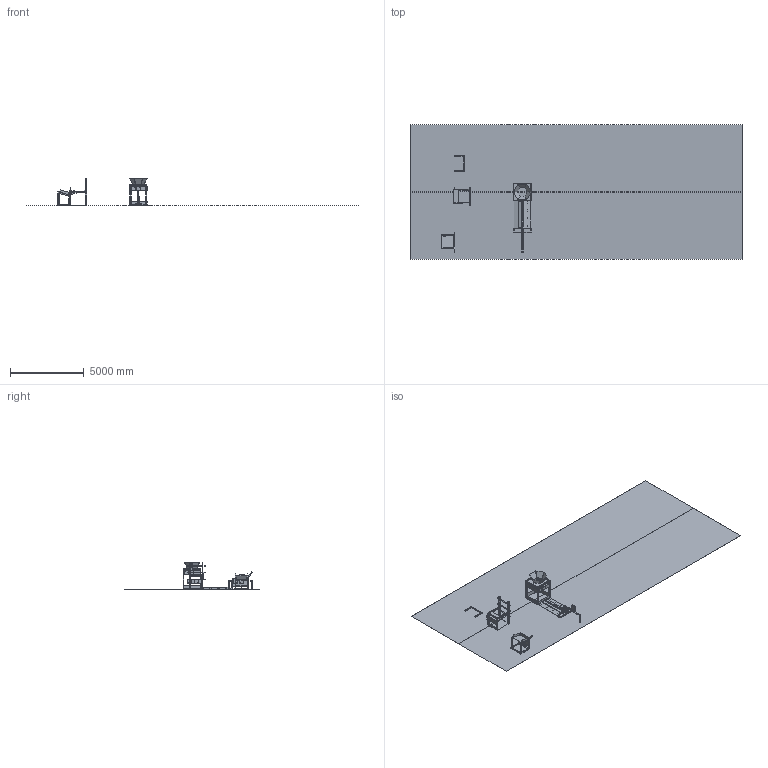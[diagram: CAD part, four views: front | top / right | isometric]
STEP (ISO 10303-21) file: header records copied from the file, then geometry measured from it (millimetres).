
FILE_DESCRIPTION(/* description */ ('STEP AP242 Edition 2','CAx-IF Rec.Pracs.---Representation and Presentation of Product Manufacturing Information (PMI)---4.0---2014-10-13','CAx-IF Rec.Pracs.---3D Tessellated Geometry---0.4---2014-09-14','2;1','CAx-IF Rec.Pracs.---User Defined Attributes---1.5---2016-08-15'),/* implementation_level */ '2;1');
FILE_NAME(/* name */ '6966ab7f0573055b4697b269',/* time_stamp */ '2026-01-13T20:30:56Z',/* author */ (''),/* organization */ (''),/* preprocessor_version */ 'ST-DEVELOPER v20',/* originating_system */ 'ONSHAPE BY PTC INC, 1.209',/* authorisation */ ' ');
FILE_SCHEMA (('AP242_MANAGED_MODEL_BASED_3D_ENGINEERING_MIM_LF { 1 0 10303 442 3 1 4 }'));
Length unit declared in the file: metre
Products named in the file (92): Team Test Elements; FE-2026-01: Playing Field Carpet; TE-26600: TE Depot <1>; TE-26602: Depot Side Short Vertical; TE-26601: Depot Front Horizontal; TE-26603: Depot Side Long Vertical; TE-26200: TE Trench <1>; TE-26204: Trench Height Beam; TE-26205: Trench Arm Beam; FE-00083-ID1: AprilTag, ID 1 <1>; FE-00083-ID1-Vinyl: AprilTag Vinyl; FE-00082: AprilTag Base Poly; FE-00083-ID12: AprilTag, ID 12 <1>; FE-00083-ID12-Vinyl: AprilTag Vinyl; TE-26206: Trench April Tag Mount Beam; TE-26207: Trench April Tag Panel; TE-26201: Trench Base <1>; TE-26203: Trench Base Width Beam; TE-26202: Trench Base Depth Beam; TE-26500: TE Tower <1>; Hex bolt 1/4-20 x 4; TE-26510: Tower April Tag Plate; TE-26507: Tower Top Support Plate; TE-26509: Tower Rung; Hex lock nut with nylon insert 1/4-20; TE-26505: Tower Horizontal Support Beam; TE-26508: Tower Upright Support Plate; TE-26504: Tower Vertical Support Beam; TE-26501: Tower Bottom Base Plate; TE-26503: Tower Upright Support Beam; FE-00083-ID16: AprilTag, ID 16 <1>; FE-00083-ID16-Vinyl: AprilTag Vinyl; TE-26506: Tower Angle Support Beam; TE-26502: Tower Upright Beam; FE-00083-ID15: AprilTag, ID 15 <1>; FE-00083-ID15-Vinyl: AprilTag Vinyl; TE-26100: TE Bump <1>; TE-26106: Bump Cross Beam; TE-26101: Bump Structure <3>; TE-26105: Bump Support Beam ...
Assembly tree (192 placements, depth 4):
  Team Test Elements
    FE-2026-01: Playing Field Carpet  x2
    TE-26600: TE Depot <1>
      TE-26602: Depot Side Short Vertical  x2
      TE-26601: Depot Front Horizontal  x2
      TE-26603: Depot Side Long Vertical  x2
    TE-26200: TE Trench <1>
      TE-26204: Trench Height Beam  x3
      TE-26205: Trench Arm Beam
      FE-00083-ID1: AprilTag, ID 1 <1>
        FE-00083-ID1-Vinyl: AprilTag Vinyl  x2
        FE-00082: AprilTag Base Poly
      FE-00083-ID12: AprilTag, ID 12 <1>
        FE-00083-ID12-Vinyl: AprilTag Vinyl  x2
        FE-00082: AprilTag Base Poly
      TE-26206: Trench April Tag Mount Beam
      TE-26207: Trench April Tag Panel  x2
      TE-26201: Trench Base <1>
        TE-26203: Trench Base Width Beam  x2
        TE-26202: Trench Base Depth Beam  x2
    TE-26500: TE Tower <1>
      Hex bolt 1/4-20 x 4  x6
      TE-26510: Tower April Tag Plate
      TE-26507: Tower Top Support Plate
      TE-26509: Tower Rung  x3
      Hex lock nut with nylon insert 1/4-20  x6
      TE-26505: Tower Horizontal Support Beam  x2
      TE-26508: Tower Upright Support Plate  x4
      TE-26504: Tower Vertical Support Beam  x2
      TE-26501: Tower Bottom Base Plate
      TE-26503: Tower Upright Support Beam  x2
      FE-00083-ID16: AprilTag, ID 16 <1>
        FE-00083-ID16-Vinyl: AprilTag Vinyl  x2
        FE-00082: AprilTag Base Poly
      TE-26506: Tower Angle Support Beam  x2
      TE-26502: Tower Upright Beam  x2
      FE-00083-ID15: AprilTag, ID 15 <1>
        FE-00083-ID15-Vinyl: AprilTag Vinyl  x2
        FE-00082: AprilTag Base Poly
    TE-26100: TE Bump <1>
      TE-26106: Bump Cross Beam  x2
      TE-26101: Bump Structure <3>
        TE-26105: Bump Support Beam  x4
        TE-26103: Bump Horizontal Beam  x2
        TE-26102: Bump Floor
        TE-26104: Bump Vertical Beam  x2
      TE-26101: Bump Structure <1>
        TE-26103: Bump Horizontal Beam  x2
        TE-26104: Bump Vertical Beam  x2
        TE-26105: Bump Support Beam  x4
        TE-26102: Bump Floor
    TE-26300: TE Hub <1>
      TE-26301: Hub Main Vertical Beam  x4
      TE-26305: Hub Bottom Support Plate  x4
      TE-26306: Hub April Tag Plate  x4
      TE-26303: Hub Main Horizontal Beam  x2
      FE-00083-ID8: AprilTag, ID 8 <1>
        FE-00082: AprilTag Base Poly
        FE-00083-ID8-Vinyl: AprilTag Vinyl  x2
      FE-00083-ID9: AprilTag, ID 9 <1>
Bounding box: 22555.2 x 9144 x 1833.56 mm (x, y, z)
Volume: 1270226241.3 mm3; surface area: 455527684.2 mm2
Topology: 165 solids, 165 shells, 2400 faces, 6127 edges, 4071 vertices
Faces by surface type: plane 1306, cylinder 880, cone 152, torus 58, bspline 4
Full cylindrical faces by diameter (mm): 5.715 x6, 6.35 x80, 6.747 x24, 6.756 x132, 8.363 x6, 11.151 x6, 35.052 x3, 42.164 x3, 44.45 x6
Entity records: 30168 total; most frequent: CARTESIAN_POINT 5447, DIRECTION 4907, ORIENTED_EDGE 4338, EDGE_CURVE 2169, AXIS2_PLACEMENT_3D 1765, VERTEX_POINT 1490, LINE 1377, VECTOR 1377
